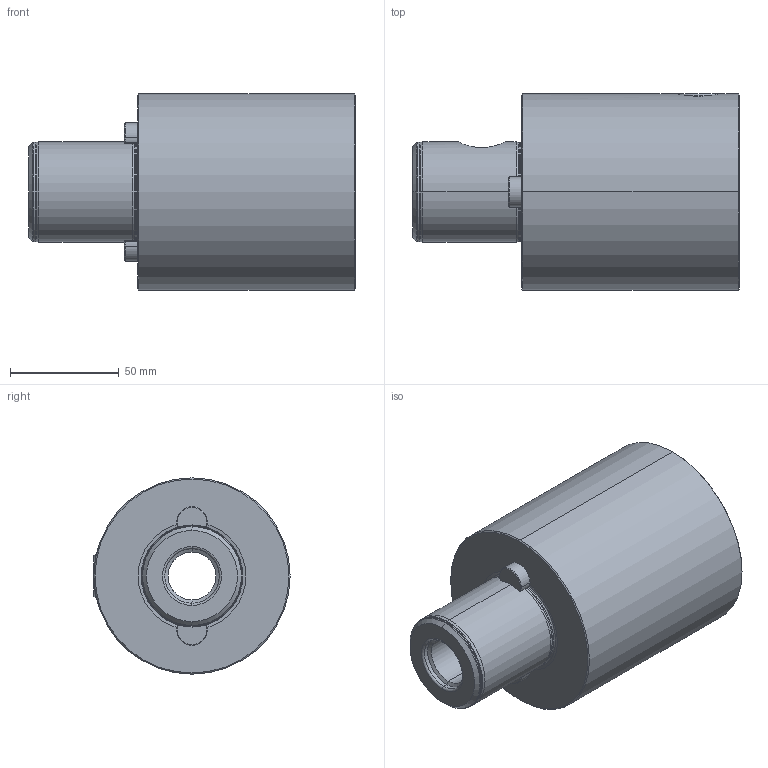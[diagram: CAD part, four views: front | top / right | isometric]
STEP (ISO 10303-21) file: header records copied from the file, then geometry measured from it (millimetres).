
FILE_DESCRIPTION (( 'STEP AP203' ), '1' );
FILE_NAME ('ST7-ST7.K01.100.STEP', '2016-02-12T10:46:23', ( 'SWIAdmin' ), ( 'Hewlett-Packard Company' ), 'SwSTEP 2.0', 'SolidWorks 2015', '' );
FILE_SCHEMA (( 'CONFIG_CONTROL_DESIGN' ));
Length unit declared in the file: millimetre
Products named in the file (4): ST7-ER1.001.029_A; ST7-ER2.001.014_A; ST7-ST7.K01.100; ST7-ST7.K01.100_A
Assembly tree (4 placements, depth 2):
  ST7-ST7.K01.100
    ST7-ST7.K01.100_A
    ST7-ER1.001.029_A
    ST7-ER2.001.014_A  x2
Bounding box: 150 x 90 x 90 mm (x, y, z)
Volume: 557934.2 mm3; surface area: 68359.3 mm2
Topology: 4 solids, 4 shells, 165 faces, 372 edges, 214 vertices
Faces by surface type: cone 56, cylinder 49, torus 27, plane 27, bspline 6
Entity records: 5720 total; most frequent: CARTESIAN_POINT 2072, DIRECTION 722, ORIENTED_EDGE 644, EDGE_CURVE 322, AXIS2_PLACEMENT_3D 302, VERTEX_POINT 188, CIRCLE 157, EDGE_LOOP 154
